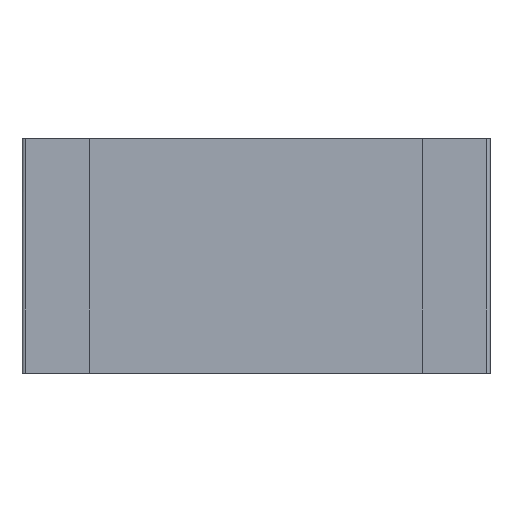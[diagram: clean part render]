
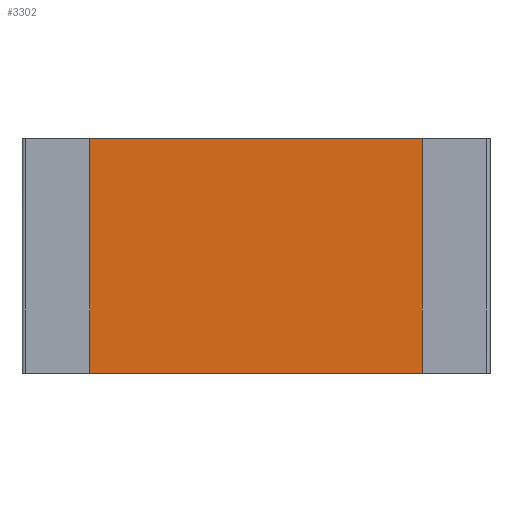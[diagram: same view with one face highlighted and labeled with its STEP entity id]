
A CAD part, top view. The second image highlights one B-rep face of the part: STEP entity #3302.
In plain terms, the highlighted free-form (B-spline) face has degree [1, 1] with [2, 2] control points.
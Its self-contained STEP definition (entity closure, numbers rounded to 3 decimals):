
#3201 = VERTEX_POINT('',#3202);
#3202 = CARTESIAN_POINT('',(-0.433,-0.304,0.217));
#3208 = B_SPLINE_SURFACE_WITH_KNOTS('',1,1,(
    (#3209,#3210)
    ,(#3211,#3212
    )),.UNSPECIFIED.,.F.,.F.,.F.,(2,2),(2,2),(-0.05,
    0.),(-1.552,0.),.PIECEWISE_BEZIER_KNOTS.);
#3209 = CARTESIAN_POINT('',(-0.433,0.307,0.217));
#3210 = CARTESIAN_POINT('',(-0.433,-0.304,0.217));
#3211 = CARTESIAN_POINT('',(-0.433,0.307,0.197));
#3212 = CARTESIAN_POINT('',(-0.433,-0.304,0.197));
#3219 = B_SPLINE_SURFACE_WITH_KNOTS('',1,1,(
    (#3220,#3221)
    ,(#3222,#3223
    )),.UNSPECIFIED.,.F.,.F.,.F.,(2,2),(2,2),(-0.05,
    0.),(0.,2.2),.PIECEWISE_BEZIER_KNOTS.);
#3220 = CARTESIAN_POINT('',(-0.433,-0.304,0.217));
#3221 = CARTESIAN_POINT('',(0.433,-0.304,0.217));
#3222 = CARTESIAN_POINT('',(-0.433,-0.304,0.197));
#3223 = CARTESIAN_POINT('',(0.433,-0.304,0.197));
#3230 = EDGE_CURVE('',#3201,#3231,#3233,.T.);
#3231 = VERTEX_POINT('',#3232);
#3232 = CARTESIAN_POINT('',(-0.433,0.307,0.217));
#3233 = SURFACE_CURVE('',#3234,(#3237,#3243),.PCURVE_S1.);
#3234 = B_SPLINE_CURVE_WITH_KNOTS('',1,(#3235,#3236),.UNSPECIFIED.,.F.,
  .F.,(2,2),(0.,1.552),.PIECEWISE_BEZIER_KNOTS.);
#3235 = CARTESIAN_POINT('',(-0.433,-0.304,0.217));
#3236 = CARTESIAN_POINT('',(-0.433,0.307,0.217));
#3237 = PCURVE('',#3208,#3238);
#3238 = DEFINITIONAL_REPRESENTATION('',(#3239),#3242);
#3239 = B_SPLINE_CURVE_WITH_KNOTS('',1,(#3240,#3241),.UNSPECIFIED.,.F.,
  .F.,(2,2),(0.,1.552),.PIECEWISE_BEZIER_KNOTS.);
#3240 = CARTESIAN_POINT('',(-0.05,0.));
#3241 = CARTESIAN_POINT('',(-0.05,-1.552));
#3242 = ( GEOMETRIC_REPRESENTATION_CONTEXT(2) 
PARAMETRIC_REPRESENTATION_CONTEXT() REPRESENTATION_CONTEXT('2D SPACE',''
  ) );
#3243 = PCURVE('',#3244,#3249);
#3244 = B_SPLINE_SURFACE_WITH_KNOTS('',1,1,(
    (#3245,#3246)
    ,(#3247,#3248
  )),.UNSPECIFIED.,.F.,.F.,.F.,(2,2),(2,2),(0.,2.2),(0.,
    1.552),.PIECEWISE_BEZIER_KNOTS.);
#3245 = CARTESIAN_POINT('',(-0.433,-0.304,0.217));
#3246 = CARTESIAN_POINT('',(-0.433,0.307,0.217));
#3247 = CARTESIAN_POINT('',(0.433,-0.304,0.217));
#3248 = CARTESIAN_POINT('',(0.433,0.307,0.217));
#3249 = DEFINITIONAL_REPRESENTATION('',(#3250),#3253);
#3250 = B_SPLINE_CURVE_WITH_KNOTS('',1,(#3251,#3252),.UNSPECIFIED.,.F.,
  .F.,(2,2),(0.,1.552),.PIECEWISE_BEZIER_KNOTS.);
#3251 = CARTESIAN_POINT('',(0.,0.));
#3252 = CARTESIAN_POINT('',(0.,1.552));
#3253 = ( GEOMETRIC_REPRESENTATION_CONTEXT(2) 
PARAMETRIC_REPRESENTATION_CONTEXT() REPRESENTATION_CONTEXT('2D SPACE',''
  ) );
#3269 = B_SPLINE_SURFACE_WITH_KNOTS('',1,1,(
    (#3270,#3271)
    ,(#3272,#3273
    )),.UNSPECIFIED.,.F.,.F.,.F.,(2,2),(2,2),(0.,
    0.05),(0.,2.2),.PIECEWISE_BEZIER_KNOTS.);
#3270 = CARTESIAN_POINT('',(-0.433,0.307,0.197));
#3271 = CARTESIAN_POINT('',(0.433,0.307,0.197));
#3272 = CARTESIAN_POINT('',(-0.433,0.307,0.217));
#3273 = CARTESIAN_POINT('',(0.433,0.307,0.217));
#3302 = ADVANCED_FACE('',(#3303),#3244,.T.);
#3303 = FACE_BOUND('',#3304,.T.);
#3304 = EDGE_LOOP('',(#3305,#3325,#3350,#3368));
#3305 = ORIENTED_EDGE('',*,*,#3306,.T.);
#3306 = EDGE_CURVE('',#3201,#3307,#3309,.T.);
#3307 = VERTEX_POINT('',#3308);
#3308 = CARTESIAN_POINT('',(0.433,-0.304,0.217));
#3309 = SURFACE_CURVE('',#3310,(#3313,#3319),.PCURVE_S1.);
#3310 = B_SPLINE_CURVE_WITH_KNOTS('',1,(#3311,#3312),.UNSPECIFIED.,.F.,
  .F.,(2,2),(0.05,2.25),.PIECEWISE_BEZIER_KNOTS.);
#3311 = CARTESIAN_POINT('',(-0.433,-0.304,0.217));
#3312 = CARTESIAN_POINT('',(0.433,-0.304,0.217));
#3313 = PCURVE('',#3244,#3314);
#3314 = DEFINITIONAL_REPRESENTATION('',(#3315),#3318);
#3315 = B_SPLINE_CURVE_WITH_KNOTS('',1,(#3316,#3317),.UNSPECIFIED.,.F.,
  .F.,(2,2),(0.05,2.25),.PIECEWISE_BEZIER_KNOTS.);
#3316 = CARTESIAN_POINT('',(0.,0.));
#3317 = CARTESIAN_POINT('',(2.2,0.));
#3318 = ( GEOMETRIC_REPRESENTATION_CONTEXT(2) 
PARAMETRIC_REPRESENTATION_CONTEXT() REPRESENTATION_CONTEXT('2D SPACE',''
  ) );
#3319 = PCURVE('',#3219,#3320);
#3320 = DEFINITIONAL_REPRESENTATION('',(#3321),#3324);
#3321 = B_SPLINE_CURVE_WITH_KNOTS('',1,(#3322,#3323),.UNSPECIFIED.,.F.,
  .F.,(2,2),(0.05,2.25),.PIECEWISE_BEZIER_KNOTS.);
#3322 = CARTESIAN_POINT('',(-0.05,0.));
#3323 = CARTESIAN_POINT('',(-0.05,2.2));
#3324 = ( GEOMETRIC_REPRESENTATION_CONTEXT(2) 
PARAMETRIC_REPRESENTATION_CONTEXT() REPRESENTATION_CONTEXT('2D SPACE',''
  ) );
#3325 = ORIENTED_EDGE('',*,*,#3326,.T.);
#3326 = EDGE_CURVE('',#3307,#3327,#3329,.T.);
#3327 = VERTEX_POINT('',#3328);
#3328 = CARTESIAN_POINT('',(0.433,0.307,0.217));
#3329 = SURFACE_CURVE('',#3330,(#3333,#3339),.PCURVE_S1.);
#3330 = B_SPLINE_CURVE_WITH_KNOTS('',1,(#3331,#3332),.UNSPECIFIED.,.F.,
  .F.,(2,2),(0.,1.552),.PIECEWISE_BEZIER_KNOTS.);
#3331 = CARTESIAN_POINT('',(0.433,-0.304,0.217));
#3332 = CARTESIAN_POINT('',(0.433,0.307,0.217));
#3333 = PCURVE('',#3244,#3334);
#3334 = DEFINITIONAL_REPRESENTATION('',(#3335),#3338);
#3335 = B_SPLINE_CURVE_WITH_KNOTS('',1,(#3336,#3337),.UNSPECIFIED.,.F.,
  .F.,(2,2),(0.,1.552),.PIECEWISE_BEZIER_KNOTS.);
#3336 = CARTESIAN_POINT('',(2.2,0.));
#3337 = CARTESIAN_POINT('',(2.2,1.552));
#3338 = ( GEOMETRIC_REPRESENTATION_CONTEXT(2) 
PARAMETRIC_REPRESENTATION_CONTEXT() REPRESENTATION_CONTEXT('2D SPACE',''
  ) );
#3339 = PCURVE('',#3340,#3345);
#3340 = B_SPLINE_SURFACE_WITH_KNOTS('',1,1,(
    (#3341,#3342)
    ,(#3343,#3344
    )),.UNSPECIFIED.,.F.,.F.,.F.,(2,2),(2,2),(-0.05,
    0.),(-1.552,0.),.PIECEWISE_BEZIER_KNOTS.);
#3341 = CARTESIAN_POINT('',(0.433,0.307,0.197));
#3342 = CARTESIAN_POINT('',(0.433,-0.304,0.197));
#3343 = CARTESIAN_POINT('',(0.433,0.307,0.217));
#3344 = CARTESIAN_POINT('',(0.433,-0.304,0.217));
#3345 = DEFINITIONAL_REPRESENTATION('',(#3346),#3349);
#3346 = B_SPLINE_CURVE_WITH_KNOTS('',1,(#3347,#3348),.UNSPECIFIED.,.F.,
  .F.,(2,2),(0.,1.552),.PIECEWISE_BEZIER_KNOTS.);
#3347 = CARTESIAN_POINT('',(0.,0.));
#3348 = CARTESIAN_POINT('',(0.,-1.552));
#3349 = ( GEOMETRIC_REPRESENTATION_CONTEXT(2) 
PARAMETRIC_REPRESENTATION_CONTEXT() REPRESENTATION_CONTEXT('2D SPACE',''
  ) );
#3350 = ORIENTED_EDGE('',*,*,#3351,.T.);
#3351 = EDGE_CURVE('',#3327,#3231,#3352,.T.);
#3352 = SURFACE_CURVE('',#3353,(#3356,#3362),.PCURVE_S1.);
#3353 = B_SPLINE_CURVE_WITH_KNOTS('',1,(#3354,#3355),.UNSPECIFIED.,.F.,
  .F.,(2,2),(-2.25,-0.05),.PIECEWISE_BEZIER_KNOTS.);
#3354 = CARTESIAN_POINT('',(0.433,0.307,0.217));
#3355 = CARTESIAN_POINT('',(-0.433,0.307,0.217));
#3356 = PCURVE('',#3244,#3357);
#3357 = DEFINITIONAL_REPRESENTATION('',(#3358),#3361);
#3358 = B_SPLINE_CURVE_WITH_KNOTS('',1,(#3359,#3360),.UNSPECIFIED.,.F.,
  .F.,(2,2),(-2.25,-0.05),.PIECEWISE_BEZIER_KNOTS.);
#3359 = CARTESIAN_POINT('',(2.2,1.552));
#3360 = CARTESIAN_POINT('',(0.,1.552));
#3361 = ( GEOMETRIC_REPRESENTATION_CONTEXT(2) 
PARAMETRIC_REPRESENTATION_CONTEXT() REPRESENTATION_CONTEXT('2D SPACE',''
  ) );
#3362 = PCURVE('',#3269,#3363);
#3363 = DEFINITIONAL_REPRESENTATION('',(#3364),#3367);
#3364 = B_SPLINE_CURVE_WITH_KNOTS('',1,(#3365,#3366),.UNSPECIFIED.,.F.,
  .F.,(2,2),(-2.25,-0.05),.PIECEWISE_BEZIER_KNOTS.);
#3365 = CARTESIAN_POINT('',(0.05,2.2));
#3366 = CARTESIAN_POINT('',(0.05,0.));
#3367 = ( GEOMETRIC_REPRESENTATION_CONTEXT(2) 
PARAMETRIC_REPRESENTATION_CONTEXT() REPRESENTATION_CONTEXT('2D SPACE',''
  ) );
#3368 = ORIENTED_EDGE('',*,*,#3230,.F.);
